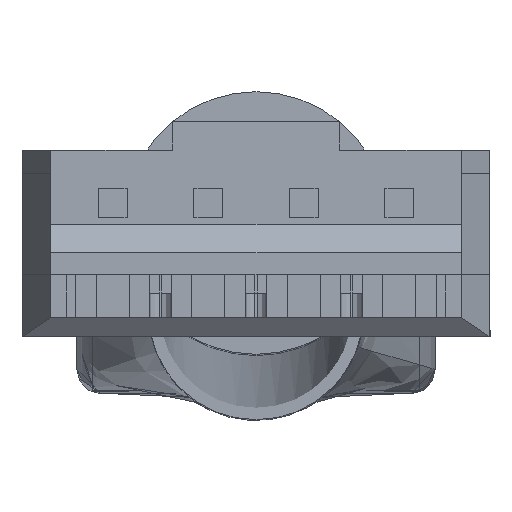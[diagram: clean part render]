
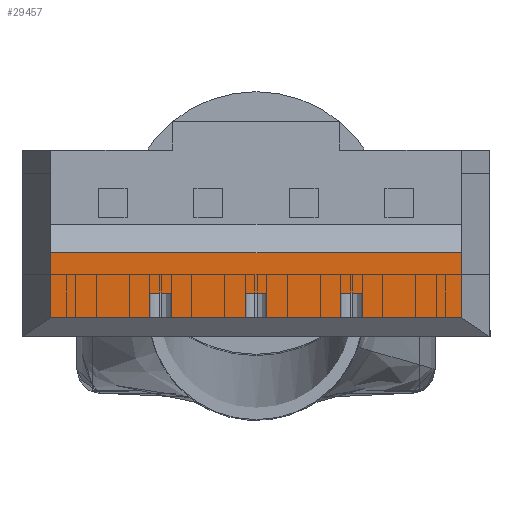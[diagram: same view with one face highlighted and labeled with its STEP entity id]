
A CAD part, top view. The second image highlights one B-rep face of the part: STEP entity #29457.
In plain terms, the highlighted planar face has unit normal (0, 0, 1).
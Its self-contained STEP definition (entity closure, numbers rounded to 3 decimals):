
#57 = CARTESIAN_POINT ( 'NONE',  ( -4.475, 6.01, 3.425 ) ) ;
#436 = DIRECTION ( 'NONE',  ( 0., -1., 0. ) ) ;
#476 = VERTEX_POINT ( 'NONE', #3415 ) ;
#553 = VERTEX_POINT ( 'NONE', #1406 ) ;
#641 = ORIENTED_EDGE ( 'NONE', *, *, #18064, .F. ) ;
#1188 = VERTEX_POINT ( 'NONE', #19988 ) ;
#1262 = EDGE_CURVE ( 'NONE', #553, #10807, #28314, .T. ) ;
#1400 = VECTOR ( 'NONE', #17788, 1000. ) ;
#1406 = CARTESIAN_POINT ( 'NONE',  ( -2.025, 1.475, 3.425 ) ) ;
#1899 = LINE ( 'NONE', #10888, #4900 ) ;
#2157 = LINE ( 'NONE', #9600, #25641 ) ;
#2372 = DIRECTION ( 'NONE',  ( 1., 0., 0. ) ) ;
#2836 = DIRECTION ( 'NONE',  ( 0., -1., 0. ) ) ;
#3194 = EDGE_CURVE ( 'NONE', #8984, #4272, #28587, .T. ) ;
#3243 = CARTESIAN_POINT ( 'NONE',  ( -7.15, 0.975, 3.425 ) ) ;
#3358 = VECTOR ( 'NONE', #2372, 1000. ) ;
#3415 = CARTESIAN_POINT ( 'NONE',  ( -4.025, 1.475, 3.425 ) ) ;
#4272 = VERTEX_POINT ( 'NONE', #29514 ) ;
#4306 = LINE ( 'NONE', #6497, #16209 ) ;
#4574 = DIRECTION ( 'NONE',  ( 0., -1., 0. ) ) ;
#4577 = AXIS2_PLACEMENT_3D ( 'NONE', #3243, #22501, #10552 ) ;
#4633 = VECTOR ( 'NONE', #2836, 1000. ) ;
#4900 = VECTOR ( 'NONE', #20549, 1000. ) ;
#5579 = CARTESIAN_POINT ( 'NONE',  ( -2.475, 1.475, 3.425 ) ) ;
#5974 = VECTOR ( 'NONE', #11047, 1000. ) ;
#6497 = CARTESIAN_POINT ( 'NONE',  ( -0.475, 6.01, 3.425 ) ) ;
#7348 = EDGE_CURVE ( 'NONE', #8806, #7620, #30576, .T. ) ;
#7458 = ORIENTED_EDGE ( 'NONE', *, *, #1262, .F. ) ;
#7565 = EDGE_CURVE ( 'NONE', #15606, #23065, #27971, .T. ) ;
#7620 = VERTEX_POINT ( 'NONE', #15018 ) ;
#7717 = LINE ( 'NONE', #20492, #29713 ) ;
#7885 = CARTESIAN_POINT ( 'NONE',  ( -0.475, 1.475, 3.425 ) ) ;
#8357 = LINE ( 'NONE', #13782, #9452 ) ;
#8557 = CARTESIAN_POINT ( 'NONE',  ( -4.025, 0.975, 3.425 ) ) ;
#8806 = VERTEX_POINT ( 'NONE', #19608 ) ;
#8984 = VERTEX_POINT ( 'NONE', #25450 ) ;
#9187 = VECTOR ( 'NONE', #11985, 1000. ) ;
#9385 = VERTEX_POINT ( 'NONE', #25827 ) ;
#9452 = VECTOR ( 'NONE', #28268, 1000. ) ;
#9600 = CARTESIAN_POINT ( 'NONE',  ( -2.475, 6.01, 3.425 ) ) ;
#10457 = VECTOR ( 'NONE', #11225, 1000. ) ;
#10552 = DIRECTION ( 'NONE',  ( -1., 0., 0. ) ) ;
#10696 = ORIENTED_EDGE ( 'NONE', *, *, #21501, .F. ) ;
#10807 = VERTEX_POINT ( 'NONE', #5579 ) ;
#10888 = CARTESIAN_POINT ( 'NONE',  ( -7.15, 0.975, 3.425 ) ) ;
#11047 = DIRECTION ( 'NONE',  ( -1., 0., 0. ) ) ;
#11225 = DIRECTION ( 'NONE',  ( -1., 0., 0. ) ) ;
#11355 = ORIENTED_EDGE ( 'NONE', *, *, #21124, .T. ) ;
#11743 = ORIENTED_EDGE ( 'NONE', *, *, #14795, .T. ) ;
#11906 = LINE ( 'NONE', #18827, #3358 ) ;
#11985 = DIRECTION ( 'NONE',  ( 1., 0., 0. ) ) ;
#12061 = DIRECTION ( 'NONE',  ( 0., -1., 0. ) ) ;
#13461 = CARTESIAN_POINT ( 'NONE',  ( -0.025, 1.475, 3.425 ) ) ;
#13510 = CARTESIAN_POINT ( 'NONE',  ( -7.15, 2.325, 3.425 ) ) ;
#13782 = CARTESIAN_POINT ( 'NONE',  ( -7.15, 0.975, 3.425 ) ) ;
#14686 = CARTESIAN_POINT ( 'NONE',  ( 2.05, 0.975, 3.425 ) ) ;
#14759 = VERTEX_POINT ( 'NONE', #19306 ) ;
#14795 = EDGE_CURVE ( 'NONE', #476, #21531, #17459, .T. ) ;
#15018 = CARTESIAN_POINT ( 'NONE',  ( -6.55, 2.325, 3.425 ) ) ;
#15262 = ORIENTED_EDGE ( 'NONE', *, *, #3194, .F. ) ;
#15404 = DIRECTION ( 'NONE',  ( 0., -1., 0. ) ) ;
#15491 = VERTEX_POINT ( 'NONE', #19801 ) ;
#15606 = VERTEX_POINT ( 'NONE', #13461 ) ;
#16094 = EDGE_CURVE ( 'NONE', #476, #8984, #20057, .T. ) ;
#16209 = VECTOR ( 'NONE', #22815, 1000. ) ;
#16298 = ORIENTED_EDGE ( 'NONE', *, *, #29510, .T. ) ;
#17459 = LINE ( 'NONE', #26405, #23073 ) ;
#17489 = PLANE ( 'NONE',  #4577 ) ;
#17788 = DIRECTION ( 'NONE',  ( -1., 0., 0. ) ) ;
#17899 = ORIENTED_EDGE ( 'NONE', *, *, #7565, .T. ) ;
#18064 = EDGE_CURVE ( 'NONE', #28144, #14759, #4306, .T. ) ;
#18417 = LINE ( 'NONE', #23761, #9187 ) ;
#18811 = ORIENTED_EDGE ( 'NONE', *, *, #7348, .T. ) ;
#18827 = CARTESIAN_POINT ( 'NONE',  ( -7.15, 0.975, 3.425 ) ) ;
#19042 = DIRECTION ( 'NONE',  ( -1., 0., 0. ) ) ;
#19306 = CARTESIAN_POINT ( 'NONE',  ( -0.475, 0.975, 3.425 ) ) ;
#19608 = CARTESIAN_POINT ( 'NONE',  ( 2.05, 2.325, 3.425 ) ) ;
#19801 = CARTESIAN_POINT ( 'NONE',  ( 2.05, 0.975, 3.425 ) ) ;
#19860 = EDGE_CURVE ( 'NONE', #9385, #4272, #1899, .T. ) ;
#19988 = CARTESIAN_POINT ( 'NONE',  ( -2.025, 0.975, 3.425 ) ) ;
#20057 = LINE ( 'NONE', #29483, #1400 ) ;
#20492 = CARTESIAN_POINT ( 'NONE',  ( -6.55, 0.975, 3.425 ) ) ;
#20549 = DIRECTION ( 'NONE',  ( 1., 0., 0. ) ) ;
#21017 = VECTOR ( 'NONE', #15404, 1000. ) ;
#21124 = EDGE_CURVE ( 'NONE', #21531, #29991, #11906, .T. ) ;
#21179 = EDGE_CURVE ( 'NONE', #10807, #29991, #2157, .T. ) ;
#21222 = EDGE_CURVE ( 'NONE', #15606, #28144, #29662, .T. ) ;
#21474 = DIRECTION ( 'NONE',  ( 0., -1., 0. ) ) ;
#21501 = EDGE_CURVE ( 'NONE', #9385, #7620, #7717, .T. ) ;
#21531 = VERTEX_POINT ( 'NONE', #8557 ) ;
#21772 = ORIENTED_EDGE ( 'NONE', *, *, #23704, .T. ) ;
#21776 = LINE ( 'NONE', #24811, #21017 ) ;
#22354 = VECTOR ( 'NONE', #436, 1000. ) ;
#22465 = CARTESIAN_POINT ( 'NONE',  ( -2.475, 0.975, 3.425 ) ) ;
#22501 = DIRECTION ( 'NONE',  ( 0., 0., -1. ) ) ;
#22528 = VECTOR ( 'NONE', #19042, 1000. ) ;
#22603 = VECTOR ( 'NONE', #4574, 1000. ) ;
#22815 = DIRECTION ( 'NONE',  ( 0., -1., 0. ) ) ;
#23065 = VERTEX_POINT ( 'NONE', #24365 ) ;
#23073 = VECTOR ( 'NONE', #21474, 1000. ) ;
#23704 = EDGE_CURVE ( 'NONE', #23065, #15491, #8357, .T. ) ;
#23761 = CARTESIAN_POINT ( 'NONE',  ( -7.15, 0.975, 3.425 ) ) ;
#24011 = ORIENTED_EDGE ( 'NONE', *, *, #19860, .T. ) ;
#24365 = CARTESIAN_POINT ( 'NONE',  ( -0.025, 0.975, 3.425 ) ) ;
#24811 = CARTESIAN_POINT ( 'NONE',  ( -2.025, 6.01, 3.425 ) ) ;
#25450 = CARTESIAN_POINT ( 'NONE',  ( -4.475, 1.475, 3.425 ) ) ;
#25641 = VECTOR ( 'NONE', #12061, 1000. ) ;
#25827 = CARTESIAN_POINT ( 'NONE',  ( -6.55, 0.975, 3.425 ) ) ;
#25882 = FACE_OUTER_BOUND ( 'NONE', #28114, .T. ) ;
#26024 = ORIENTED_EDGE ( 'NONE', *, *, #21222, .F. ) ;
#26241 = CARTESIAN_POINT ( 'NONE',  ( -0.475, 1.475, 3.425 ) ) ;
#26405 = CARTESIAN_POINT ( 'NONE',  ( -4.025, 6.01, 3.425 ) ) ;
#26586 = ORIENTED_EDGE ( 'NONE', *, *, #21179, .F. ) ;
#26634 = LINE ( 'NONE', #14686, #4633 ) ;
#27901 = ORIENTED_EDGE ( 'NONE', *, *, #29305, .F. ) ;
#27971 = LINE ( 'NONE', #29031, #22354 ) ;
#28114 = EDGE_LOOP ( 'NONE', ( #641, #26024, #17899, #21772, #27901, #18811, #10696, #24011, #15262, #28724, #11743, #11355, #26586, #7458, #16298, #28632 ) ) ;
#28144 = VERTEX_POINT ( 'NONE', #7885 ) ;
#28268 = DIRECTION ( 'NONE',  ( 1., 0., 0. ) ) ;
#28314 = LINE ( 'NONE', #29798, #5974 ) ;
#28587 = LINE ( 'NONE', #57, #22603 ) ;
#28632 = ORIENTED_EDGE ( 'NONE', *, *, #29193, .T. ) ;
#28724 = ORIENTED_EDGE ( 'NONE', *, *, #16094, .F. ) ;
#29031 = CARTESIAN_POINT ( 'NONE',  ( -0.025, 6.01, 3.425 ) ) ;
#29193 = EDGE_CURVE ( 'NONE', #1188, #14759, #18417, .T. ) ;
#29305 = EDGE_CURVE ( 'NONE', #8806, #15491, #26634, .T. ) ;
#29457 = ADVANCED_FACE ( 'NONE', ( #25882 ), #17489, .F. ) ;
#29483 = CARTESIAN_POINT ( 'NONE',  ( -4.475, 1.475, 3.425 ) ) ;
#29510 = EDGE_CURVE ( 'NONE', #553, #1188, #21776, .T. ) ;
#29514 = CARTESIAN_POINT ( 'NONE',  ( -4.475, 0.975, 3.425 ) ) ;
#29662 = LINE ( 'NONE', #26241, #22528 ) ;
#29713 = VECTOR ( 'NONE', #30286, 1000. ) ;
#29798 = CARTESIAN_POINT ( 'NONE',  ( -2.475, 1.475, 3.425 ) ) ;
#29991 = VERTEX_POINT ( 'NONE', #22465 ) ;
#30286 = DIRECTION ( 'NONE',  ( 0., 1., 0. ) ) ;
#30576 = LINE ( 'NONE', #13510, #10457 ) ;
